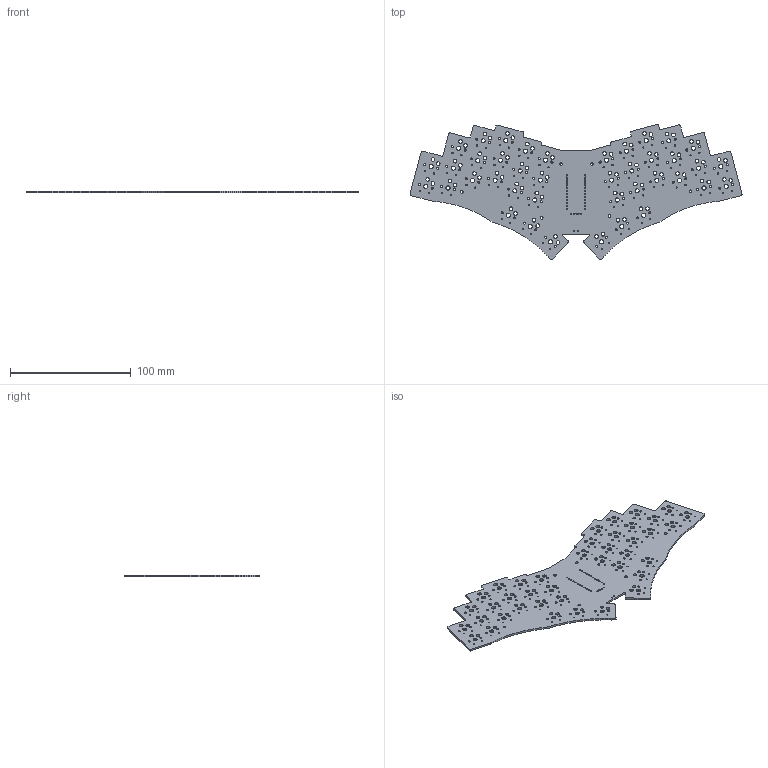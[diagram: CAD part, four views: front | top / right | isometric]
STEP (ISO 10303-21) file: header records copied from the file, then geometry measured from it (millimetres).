
FILE_DESCRIPTION(('KiCad electronic assembly'),'2;1');
FILE_NAME('oled_unicorny.step','2023-12-07T14:42:00',('Pcbnew'),('Kicad' ),'Open CASCADE STEP processor 7.5','KiCad to STEP converter', 'Unknown');
FILE_SCHEMA(('AUTOMOTIVE_DESIGN { 1 0 10303 214 1 1 1 1 }'));
Length unit declared in the file: millimetre
Products named in the file (2): oled_unicorny 1; oled_unicorny PCB
Assembly tree (1 placements, depth 2):
  oled_unicorny 1
    oled_unicorny PCB
Bounding box: 274.46 x 111.72 x 1.6 mm (x, y, z)
Volume: 27535.9 mm3; surface area: 38808.4 mm2
Topology: 1 solids, 1 shells, 728 faces, 2178 edges, 1452 vertices
Faces by surface type: plane 412, cylinder 316
Full cylindrical faces by diameter (mm): 0.9 x2, 0.991 x80, 1 x4, 1.092 x24, 1.702 x80, 2.2 x6, 3 x80, 3.429 x40
Entity records: 56135 total; most frequent: CARTESIAN_POINT 12508, DIRECTION 7994, LINE 5270, VECTOR 5270, ORIENTED_EDGE 4356, PCURVE 4356, DEFINITIONAL_REPRESENTATION 4356, EDGE_CURVE 2178
